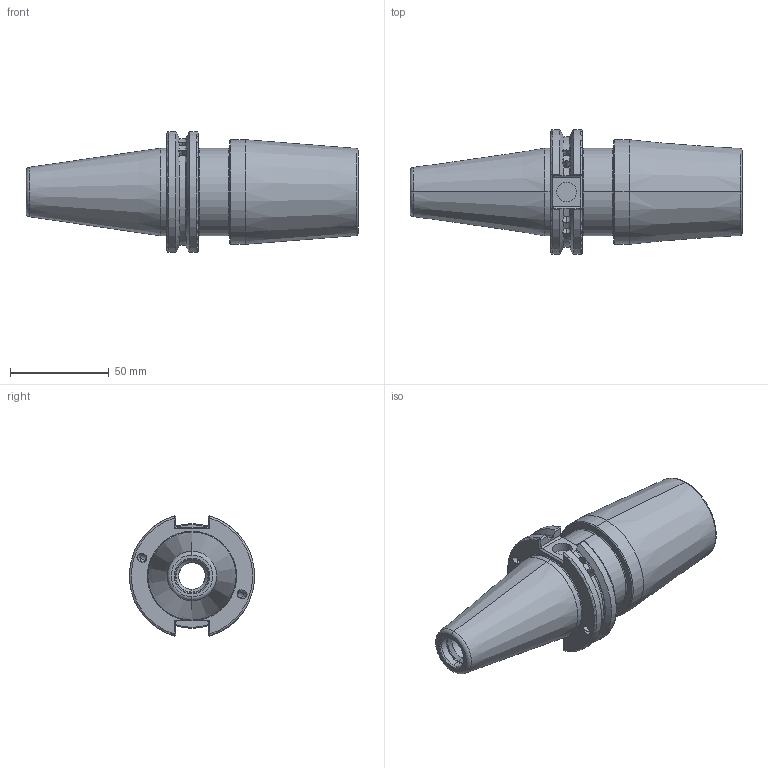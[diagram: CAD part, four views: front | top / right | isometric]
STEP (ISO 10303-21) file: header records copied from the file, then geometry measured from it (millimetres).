
FILE_DESCRIPTION (( 'STEP AP203' ), '1' );
FILE_NAME ('CA40B220-32100HP1.STEP', '2018-05-15T05:05:32', ( 'user' ), ( '' ), 'SwSTEP 2.0', 'SolidWorks 2013', '' );
FILE_SCHEMA (( 'CONFIG_CONTROL_DESIGN' ));
Length unit declared in the file: millimetre
Products named in the file (1): CA40B220-32100HP1
Bounding box: 168.25 x 63.32 x 61.05 mm (x, y, z)
Volume: 194130.8 mm3; surface area: 41137.1 mm2
Topology: 1 solids, 1 shells, 184 faces, 486 edges, 300 vertices
Faces by surface type: cylinder 66, plane 48, torus 36, cone 32, bspline 2
Entity records: 6516 total; most frequent: CARTESIAN_POINT 2084, ORIENTED_EDGE 948, DIRECTION 882, EDGE_CURVE 474, AXIS2_PLACEMENT_3D 359, VERTEX_POINT 300, EDGE_LOOP 202, ADVANCED_FACE 184
